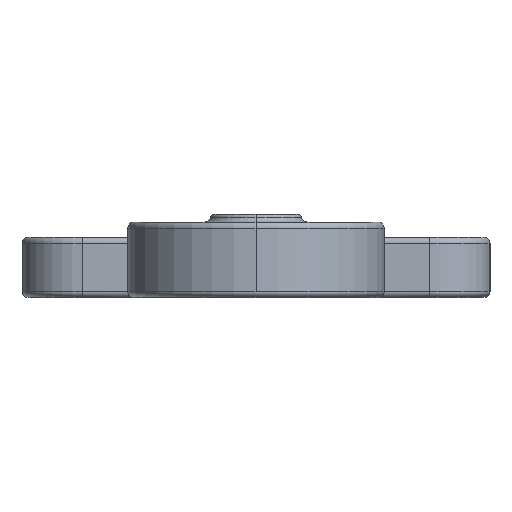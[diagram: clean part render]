
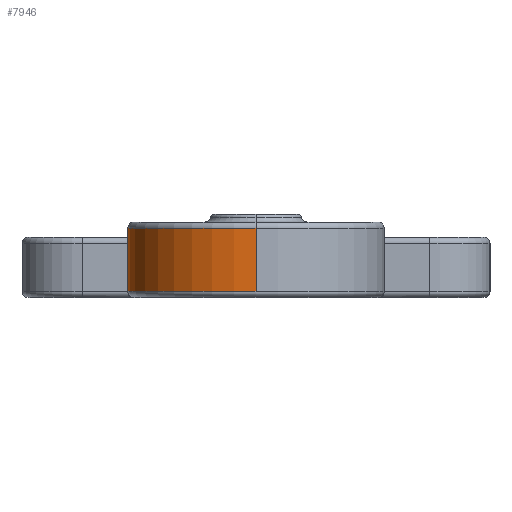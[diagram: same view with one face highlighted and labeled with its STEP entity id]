
A CAD part, left-side view. The second image highlights one B-rep face of the part: STEP entity #7946.
In plain terms, the highlighted cylindrical face has radius 8.5 mm (diameter 17 mm), a partial arc.
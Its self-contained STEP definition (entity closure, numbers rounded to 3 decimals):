
#75 = ORIENTED_EDGE ( 'NONE', *, *, #4295, .F. ) ;
#133 = DIRECTION ( 'NONE',  ( 0., 0., -1. ) ) ;
#198 = VERTEX_POINT ( 'NONE', #7526 ) ;
#297 = AXIS2_PLACEMENT_3D ( 'NONE', #1424, #6479, #4721 ) ;
#334 = CARTESIAN_POINT ( 'NONE',  ( -40.013, 0.487, 2.295 ) ) ;
#493 = EDGE_CURVE ( 'NONE', #7583, #5104, #4620, .T. ) ;
#579 = CIRCLE ( 'NONE', #931, 8.5 ) ;
#810 = ORIENTED_EDGE ( 'NONE', *, *, #8863, .T. ) ;
#904 = VECTOR ( 'NONE', #2076, 1000. ) ;
#931 = AXIS2_PLACEMENT_3D ( 'NONE', #4651, #8706, #3735 ) ;
#979 = CIRCLE ( 'NONE', #9567, 8.5 ) ;
#995 = CARTESIAN_POINT ( 'NONE',  ( -42.936, 6.427, 2.387 ) ) ;
#1012 = CARTESIAN_POINT ( 'NONE',  ( -57., 0., -1.6 ) ) ;
#1064 = CARTESIAN_POINT ( 'NONE',  ( -42.339, 5.856, 1.854 ) ) ;
#1135 = CARTESIAN_POINT ( 'NONE',  ( -42.438, 5.959, 2.066 ) ) ;
#1173 = CARTESIAN_POINT ( 'NONE',  ( -40.005, 0.3, 2.378 ) ) ;
#1308 = EDGE_CURVE ( 'NONE', #8302, #198, #1951, .T. ) ;
#1424 = CARTESIAN_POINT ( 'NONE',  ( -48.5, 0., -1.6 ) ) ;
#1531 = ORIENTED_EDGE ( 'NONE', *, *, #1308, .F. ) ;
#1563 = DIRECTION ( 'NONE',  ( 0., 0., -1. ) ) ;
#1567 = ORIENTED_EDGE ( 'NONE', *, *, #1745, .F. ) ;
#1654 = CARTESIAN_POINT ( 'NONE',  ( -42.311, 5.826, 1.4 ) ) ;
#1740 = LINE ( 'NONE', #8244, #5881 ) ;
#1745 = EDGE_CURVE ( 'NONE', #7583, #5268, #1740, .T. ) ;
#1903 = CARTESIAN_POINT ( 'NONE',  ( -40.001, 0.096, 2.4 ) ) ;
#1951 = B_SPLINE_CURVE_WITH_KNOTS ( 'NONE', 3,
 ( #8582, #7726, #995, #6022, #10192, #5306, #1135, #1064, #9316, #6822 ),
 .UNSPECIFIED., .F., .F.,
 ( 4, 2, 2, 2, 4 ),
 ( 0., 0., 0.001, 0.001, 0.002 ),
 .UNSPECIFIED. ) ;
#1975 = CARTESIAN_POINT ( 'NONE',  ( -40.044, 0.86, 1.4 ) ) ;
#1976 = CARTESIAN_POINT ( 'NONE',  ( -40.035, 0.781, 2.011 ) ) ;
#2008 = CARTESIAN_POINT ( 'NONE',  ( -48.5, 8.5, 1.6 ) ) ;
#2076 = DIRECTION ( 'NONE',  ( 0., 0., 1. ) ) ;
#2370 = CARTESIAN_POINT ( 'NONE',  ( -48.5, 8.5, 1.6 ) ) ;
#2439 = CARTESIAN_POINT ( 'NONE',  ( -47.905, 8.484, 1.787 ) ) ;
#2549 = VERTEX_POINT ( 'NONE', #7701 ) ;
#2773 = DIRECTION ( 'NONE',  ( 0., 0., 1. ) ) ;
#2787 = VECTOR ( 'NONE', #6875, 1000. ) ;
#2834 = B_SPLINE_CURVE_WITH_KNOTS ( 'NONE', 3,
 ( #9825, #4870, #5787, #4020, #8150, #10710, #4687, #2439, #5817, #2370 ),
 .UNSPECIFIED., .F., .F.,
 ( 4, 2, 2, 2, 4 ),
 ( 0., 0.001, 0.002, 0.003, 0.004 ),
 .UNSPECIFIED. ) ;
#3014 = DIRECTION ( 'NONE',  ( 0., 0., -1. ) ) ;
#3037 = DIRECTION ( 'NONE',  ( 0., 0., -1. ) ) ;
#3057 = EDGE_CURVE ( 'NONE', #2549, #10289, #8362, .T. ) ;
#3291 = DIRECTION ( 'NONE',  ( 0., 0., -1. ) ) ;
#3388 = EDGE_CURVE ( 'NONE', #7843, #198, #7481, .T. ) ;
#3413 = ORIENTED_EDGE ( 'NONE', *, *, #5175, .T. ) ;
#3583 = DIRECTION ( 'NONE',  ( -1., 0., 0. ) ) ;
#3612 = CARTESIAN_POINT ( 'NONE',  ( -40.019, 0.572, 2.234 ) ) ;
#3642 = VECTOR ( 'NONE', #3037, 1000. ) ;
#3735 = DIRECTION ( 'NONE',  ( 1., 0., 0. ) ) ;
#3743 = ORIENTED_EDGE ( 'NONE', *, *, #4777, .T. ) ;
#3879 = CARTESIAN_POINT ( 'NONE',  ( -40., 0., 2.4 ) ) ;
#4020 = CARTESIAN_POINT ( 'NONE',  ( -46.131, 8.169, 2.268 ) ) ;
#4218 = ORIENTED_EDGE ( 'NONE', *, *, #3057, .T. ) ;
#4268 = ORIENTED_EDGE ( 'NONE', *, *, #3388, .T. ) ;
#4295 = EDGE_CURVE ( 'NONE', #2549, #8424, #7822, .T. ) ;
#4383 = CARTESIAN_POINT ( 'NONE',  ( -40.002, 0.199, 2.4 ) ) ;
#4392 = EDGE_CURVE ( 'NONE', #7694, #5268, #5123, .T. ) ;
#4401 = DIRECTION ( 'NONE',  ( 1., 0., 0. ) ) ;
#4461 = CARTESIAN_POINT ( 'NONE',  ( -40.044, 0.86, 1.6 ) ) ;
#4492 = CARTESIAN_POINT ( 'NONE',  ( -44.978, 7.736, 2.4 ) ) ;
#4531 = DIRECTION ( 'NONE',  ( 0., 0., 1. ) ) ;
#4618 = CARTESIAN_POINT ( 'NONE',  ( -43.131, 6.59, 2.4 ) ) ;
#4620 = CIRCLE ( 'NONE', #4738, 8.5 ) ;
#4640 = ORIENTED_EDGE ( 'NONE', *, *, #4392, .T. ) ;
#4651 = CARTESIAN_POINT ( 'NONE',  ( -48.5, 0., 1.4 ) ) ;
#4687 = CARTESIAN_POINT ( 'NONE',  ( -47.312, 8.422, 1.965 ) ) ;
#4704 = CIRCLE ( 'NONE', #9291, 8.5 ) ;
#4721 = DIRECTION ( 'NONE',  ( 1., 0., 0. ) ) ;
#4723 = DIRECTION ( 'NONE',  ( 1., 0., 0. ) ) ;
#4738 = AXIS2_PLACEMENT_3D ( 'NONE', #8781, #3014, #4723 ) ;
#4753 = VERTEX_POINT ( 'NONE', #2008 ) ;
#4777 = EDGE_CURVE ( 'NONE', #7746, #8424, #979, .T. ) ;
#4870 = CARTESIAN_POINT ( 'NONE',  ( -45.263, 7.866, 2.4 ) ) ;
#5104 = VERTEX_POINT ( 'NONE', #8237 ) ;
#5123 = CIRCLE ( 'NONE', #297, 8.5 ) ;
#5175 = EDGE_CURVE ( 'NONE', #8302, #7076, #4704, .T. ) ;
#5256 = CARTESIAN_POINT ( 'NONE',  ( -48.5, 0., 2.4 ) ) ;
#5268 = VERTEX_POINT ( 'NONE', #1012 ) ;
#5281 = CARTESIAN_POINT ( 'NONE',  ( -48.5, 0., 2. ) ) ;
#5306 = CARTESIAN_POINT ( 'NONE',  ( -42.507, 6.029, 2.152 ) ) ;
#5373 = CARTESIAN_POINT ( 'NONE',  ( -42.311, 5.826, 2. ) ) ;
#5787 = CARTESIAN_POINT ( 'NONE',  ( -45.55, 7.978, 2.367 ) ) ;
#5817 = CARTESIAN_POINT ( 'NONE',  ( -48.205, 8.5, 1.693 ) ) ;
#5881 = VECTOR ( 'NONE', #3291, 1000. ) ;
#6022 = CARTESIAN_POINT ( 'NONE',  ( -42.751, 6.262, 2.328 ) ) ;
#6042 = CARTESIAN_POINT ( 'NONE',  ( -48.5, 8.5, 2. ) ) ;
#6375 = CARTESIAN_POINT ( 'NONE',  ( -40., 0., 2. ) ) ;
#6479 = DIRECTION ( 'NONE',  ( 0., 0., 1. ) ) ;
#6640 = LINE ( 'NONE', #6375, #8310 ) ;
#6822 = CARTESIAN_POINT ( 'NONE',  ( -42.311, 5.826, 1.6 ) ) ;
#6831 = ORIENTED_EDGE ( 'NONE', *, *, #493, .T. ) ;
#6875 = DIRECTION ( 'NONE',  ( 0., 0., -1. ) ) ;
#7076 = VERTEX_POINT ( 'NONE', #4492 ) ;
#7198 = LINE ( 'NONE', #6042, #2787 ) ;
#7357 = CARTESIAN_POINT ( 'NONE',  ( -40.001, 0.096, 2.4 ) ) ;
#7481 = LINE ( 'NONE', #5373, #904 ) ;
#7526 = CARTESIAN_POINT ( 'NONE',  ( -42.311, 5.826, 1.6 ) ) ;
#7544 = EDGE_CURVE ( 'NONE', #4753, #7694, #7198, .T. ) ;
#7583 = VERTEX_POINT ( 'NONE', #9549 ) ;
#7694 = VERTEX_POINT ( 'NONE', #8821 ) ;
#7701 = CARTESIAN_POINT ( 'NONE',  ( -40.044, 0.86, 1.6 ) ) ;
#7726 = CARTESIAN_POINT ( 'NONE',  ( -43.032, 6.509, 2.4 ) ) ;
#7746 = VERTEX_POINT ( 'NONE', #3879 ) ;
#7764 = ORIENTED_EDGE ( 'NONE', *, *, #8328, .T. ) ;
#7810 = CARTESIAN_POINT ( 'NONE',  ( -40.044, 0.86, 1.807 ) ) ;
#7822 = B_SPLINE_CURVE_WITH_KNOTS ( 'NONE', 3,
 ( #4461, #7810, #1976, #3612, #334, #1173, #4383, #1903 ),
 .UNSPECIFIED., .F., .F.,
 ( 4, 2, 2, 4 ),
 ( 0., 0.001, 0.001, 0.001 ),
 .UNSPECIFIED. ) ;
#7843 = VERTEX_POINT ( 'NONE', #1654 ) ;
#7946 = ADVANCED_FACE ( 'NONE', ( #8865 ), #8331, .T. ) ;
#8125 = AXIS2_PLACEMENT_3D ( 'NONE', #5281, #133, #3583 ) ;
#8150 = CARTESIAN_POINT ( 'NONE',  ( -46.427, 8.249, 2.202 ) ) ;
#8237 = CARTESIAN_POINT ( 'NONE',  ( -40., 0., 2.6 ) ) ;
#8244 = CARTESIAN_POINT ( 'NONE',  ( -57., 0., 2. ) ) ;
#8302 = VERTEX_POINT ( 'NONE', #4618 ) ;
#8310 = VECTOR ( 'NONE', #1563, 1000. ) ;
#8328 = EDGE_CURVE ( 'NONE', #10289, #7843, #579, .T. ) ;
#8331 = CYLINDRICAL_SURFACE ( 'NONE', #8125, 8.5 ) ;
#8362 = LINE ( 'NONE', #8806, #3642 ) ;
#8368 = EDGE_CURVE ( 'NONE', #7076, #4753, #2834, .T. ) ;
#8424 = VERTEX_POINT ( 'NONE', #7357 ) ;
#8582 = CARTESIAN_POINT ( 'NONE',  ( -43.131, 6.59, 2.4 ) ) ;
#8676 = ORIENTED_EDGE ( 'NONE', *, *, #8368, .T. ) ;
#8706 = DIRECTION ( 'NONE',  ( 0., 0., 1. ) ) ;
#8781 = CARTESIAN_POINT ( 'NONE',  ( -48.5, 0., 2.6 ) ) ;
#8806 = CARTESIAN_POINT ( 'NONE',  ( -40.044, 0.86, 2. ) ) ;
#8821 = CARTESIAN_POINT ( 'NONE',  ( -48.5, 8.5, -1.6 ) ) ;
#8863 = EDGE_CURVE ( 'NONE', #5104, #7746, #6640, .T. ) ;
#8865 = FACE_OUTER_BOUND ( 'NONE', #10575, .T. ) ;
#9291 = AXIS2_PLACEMENT_3D ( 'NONE', #5256, #2773, #4401 ) ;
#9316 = CARTESIAN_POINT ( 'NONE',  ( -42.311, 5.826, 1.729 ) ) ;
#9485 = CARTESIAN_POINT ( 'NONE',  ( -48.5, 0., 2.4 ) ) ;
#9549 = CARTESIAN_POINT ( 'NONE',  ( -57., 0., 2.6 ) ) ;
#9567 = AXIS2_PLACEMENT_3D ( 'NONE', #9485, #4531, #10337 ) ;
#9825 = CARTESIAN_POINT ( 'NONE',  ( -44.978, 7.736, 2.4 ) ) ;
#10192 = CARTESIAN_POINT ( 'NONE',  ( -42.664, 6.181, 2.283 ) ) ;
#10289 = VERTEX_POINT ( 'NONE', #1975 ) ;
#10337 = DIRECTION ( 'NONE',  ( 1., 0., 0. ) ) ;
#10575 = EDGE_LOOP ( 'NONE', ( #6831, #810, #3743, #75, #4218, #7764, #4268, #1531, #3413, #8676, #10711, #4640, #1567 ) ) ;
#10710 = CARTESIAN_POINT ( 'NONE',  ( -47.017, 8.375, 2.05 ) ) ;
#10711 = ORIENTED_EDGE ( 'NONE', *, *, #7544, .T. ) ;
